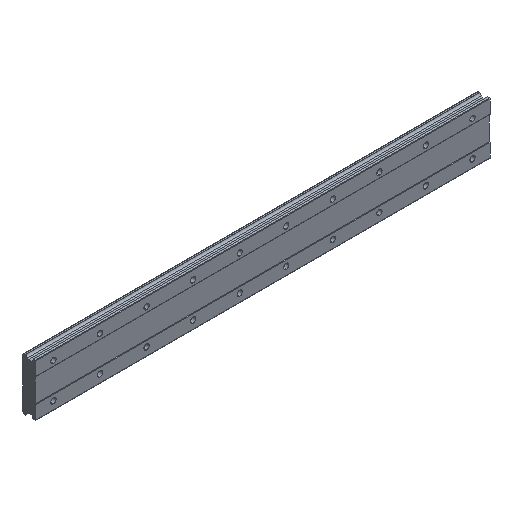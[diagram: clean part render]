
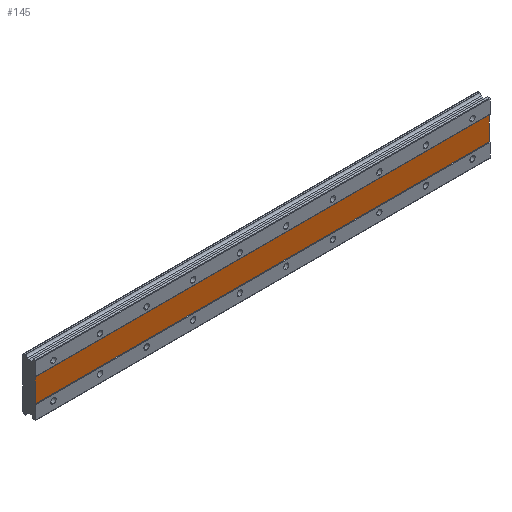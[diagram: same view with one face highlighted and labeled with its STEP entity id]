
A CAD part, isometric view. The second image highlights one B-rep face of the part: STEP entity #145.
In plain terms, the highlighted planar face has unit normal (0, -1, 0).
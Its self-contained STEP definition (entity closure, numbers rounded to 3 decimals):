
#145 = ADVANCED_FACE ( 'NONE', ( #3088 ), #2748, .F. ) ;
#149 = LINE ( 'NONE', #2831, #3091 ) ;
#202 = ORIENTED_EDGE ( 'NONE', *, *, #1250, .F. ) ;
#401 = DIRECTION ( 'NONE',  ( 0., 0., 1. ) ) ;
#703 = DIRECTION ( 'NONE',  ( 0., 1., 0. ) ) ;
#766 = CARTESIAN_POINT ( 'NONE',  ( -30., 1., 44.91 ) ) ;
#789 = DIRECTION ( 'NONE',  ( -1., 0., 0. ) ) ;
#1250 = EDGE_CURVE ( 'NONE', #2567, #2039, #149, .T. ) ;
#1365 = ORIENTED_EDGE ( 'NONE', *, *, #1862, .F. ) ;
#1419 = LINE ( 'NONE', #3367, #2788 ) ;
#1586 = EDGE_CURVE ( 'NONE', #3704, #2039, #2781, .T. ) ;
#1862 = EDGE_CURVE ( 'NONE', #3503, #2567, #1419, .T. ) ;
#2039 = VERTEX_POINT ( 'NONE', #2597 ) ;
#2156 = CARTESIAN_POINT ( 'NONE',  ( 750., 1., 20. ) ) ;
#2203 = CARTESIAN_POINT ( 'NONE',  ( -30., 1., 20. ) ) ;
#2567 = VERTEX_POINT ( 'NONE', #2625 ) ;
#2597 = CARTESIAN_POINT ( 'NONE',  ( -30., 1., -20. ) ) ;
#2625 = CARTESIAN_POINT ( 'NONE',  ( 750., 1., -20. ) ) ;
#2748 = PLANE ( 'NONE',  #3007 ) ;
#2781 = LINE ( 'NONE', #766, #2915 ) ;
#2788 = VECTOR ( 'NONE', #3706, 1000. ) ;
#2831 = CARTESIAN_POINT ( 'NONE',  ( 750., 1., -20. ) ) ;
#2840 = DIRECTION ( 'NONE',  ( 1., 0., 0. ) ) ;
#2915 = VECTOR ( 'NONE', #3395, 1000. ) ;
#3007 = AXIS2_PLACEMENT_3D ( 'NONE', #3632, #703, #401 ) ;
#3088 = FACE_OUTER_BOUND ( 'NONE', #3479, .T. ) ;
#3091 = VECTOR ( 'NONE', #789, 1000. ) ;
#3097 = ORIENTED_EDGE ( 'NONE', *, *, #3684, .F. ) ;
#3367 = CARTESIAN_POINT ( 'NONE',  ( 750., 1., 44.91 ) ) ;
#3395 = DIRECTION ( 'NONE',  ( 0., 0., -1. ) ) ;
#3430 = ORIENTED_EDGE ( 'NONE', *, *, #1586, .T. ) ;
#3479 = EDGE_LOOP ( 'NONE', ( #202, #1365, #3097, #3430 ) ) ;
#3503 = VERTEX_POINT ( 'NONE', #2156 ) ;
#3632 = CARTESIAN_POINT ( 'NONE',  ( 750., 1., 20. ) ) ;
#3684 = EDGE_CURVE ( 'NONE', #3704, #3503, #4228, .T. ) ;
#3704 = VERTEX_POINT ( 'NONE', #2203 ) ;
#3706 = DIRECTION ( 'NONE',  ( 0., 0., -1. ) ) ;
#3758 = VECTOR ( 'NONE', #2840, 1000. ) ;
#3818 = CARTESIAN_POINT ( 'NONE',  ( 750., 1., 20. ) ) ;
#4228 = LINE ( 'NONE', #3818, #3758 ) ;
